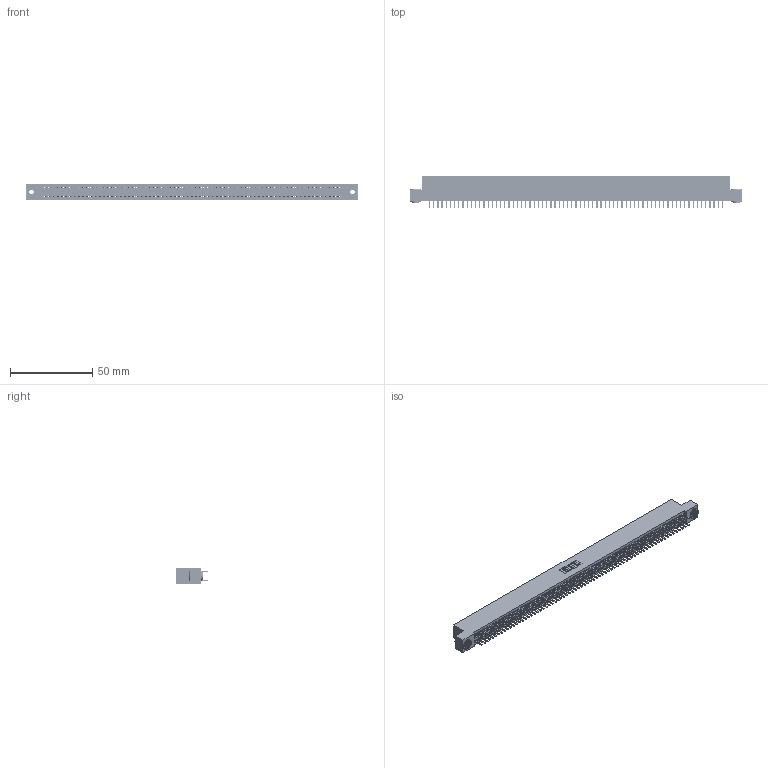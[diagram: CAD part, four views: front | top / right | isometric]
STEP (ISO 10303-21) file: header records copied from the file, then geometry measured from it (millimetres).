
FILE_DESCRIPTION (( 'STEP AP203' ), '1' );
FILE_NAME ('395-142-520-203.STEP', '2019-10-30T04:03:00', ( '' ), ( '' ), 'SwSTEP 2.0', 'SolidWorks 2016', '' );
FILE_SCHEMA (( 'CONFIG_CONTROL_DESIGN' ));
Length unit declared in the file: inch
Products named in the file (4): 345 Part_Flush Mounting Lugs - 0.156 Dia-TH; 345-292-001_345-293-120; 345-250-002_345-250-002-102; 395-142-520-203
Assembly tree (145 placements, depth 2):
  395-142-520-203
    345 Part_Flush Mounting Lugs - 0.156 Dia-TH
    345-292-001_345-293-120  x142
    345-250-002_345-250-002-102  x2
Bounding box: 201.55 x 19.68 x 9.4 mm (x, y, z)
Volume: 19804.8 mm3; surface area: 29908.7 mm2
Topology: 145 solids, 145 shells, 7832 faces, 22711 edges, 14758 vertices
Faces by surface type: plane 5060, cylinder 2764, cone 8
Entity records: 52568 total; most frequent: CARTESIAN_POINT 8771, ORIENTED_EDGE 8686, DIRECTION 7717, EDGE_CURVE 4343, VECTOR 3899, LINE 3899, VERTEX_POINT 2890, AXIS2_PLACEMENT_3D 1909
